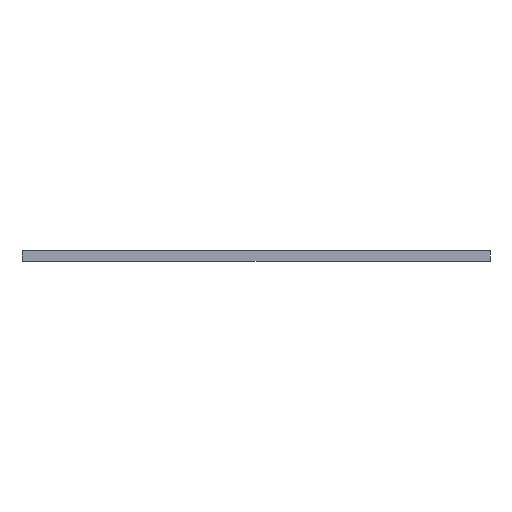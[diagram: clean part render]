
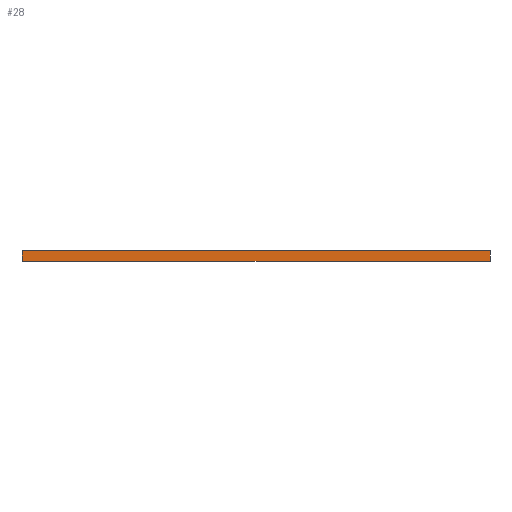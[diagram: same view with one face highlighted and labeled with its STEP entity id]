
A CAD part, front view. The second image highlights one B-rep face of the part: STEP entity #28.
In plain terms, the highlighted planar face has unit normal (0, -1, 0).
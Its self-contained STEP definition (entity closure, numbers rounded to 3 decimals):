
#1 = VECTOR ( 'NONE', #743, 1000. ) ;
#16 = CARTESIAN_POINT ( 'NONE',  ( -115., -60., 0. ) ) ;
#28 = ADVANCED_FACE ( 'NONE', ( #1275 ), #593, .F. ) ;
#37 = CARTESIAN_POINT ( 'NONE',  ( 115., -60., 5. ) ) ;
#104 = EDGE_CURVE ( 'NONE', #995, #942, #366, .T. ) ;
#109 = VERTEX_POINT ( 'NONE', #16 ) ;
#118 = CARTESIAN_POINT ( 'NONE',  ( -115., -60., 5. ) ) ;
#219 = ORIENTED_EDGE ( 'NONE', *, *, #1138, .T. ) ;
#224 = EDGE_LOOP ( 'NONE', ( #545, #732, #1342, #219 ) ) ;
#231 = EDGE_CURVE ( 'NONE', #109, #942, #1200, .T. ) ;
#236 = CARTESIAN_POINT ( 'NONE',  ( 115., -60., 5. ) ) ;
#247 = VECTOR ( 'NONE', #997, 1000. ) ;
#366 = LINE ( 'NONE', #37, #1 ) ;
#440 = DIRECTION ( 'NONE',  ( 1., 0., 0. ) ) ;
#511 = VECTOR ( 'NONE', #440, 1000. ) ;
#545 = ORIENTED_EDGE ( 'NONE', *, *, #231, .T. ) ;
#593 = PLANE ( 'NONE',  #734 ) ;
#672 = LINE ( 'NONE', #817, #511 ) ;
#732 = ORIENTED_EDGE ( 'NONE', *, *, #104, .F. ) ;
#734 = AXIS2_PLACEMENT_3D ( 'NONE', #961, #1299, #991 ) ;
#743 = DIRECTION ( 'NONE',  ( 0., 0., -1. ) ) ;
#803 = CARTESIAN_POINT ( 'NONE',  ( 115., -60., 0. ) ) ;
#817 = CARTESIAN_POINT ( 'NONE',  ( -115., -60., 5. ) ) ;
#851 = VECTOR ( 'NONE', #1110, 1000. ) ;
#864 = LINE ( 'NONE', #1108, #247 ) ;
#940 = VERTEX_POINT ( 'NONE', #118 ) ;
#942 = VERTEX_POINT ( 'NONE', #803 ) ;
#961 = CARTESIAN_POINT ( 'NONE',  ( -115., -60., 5. ) ) ;
#991 = DIRECTION ( 'NONE',  ( 0., 0., 1. ) ) ;
#995 = VERTEX_POINT ( 'NONE', #236 ) ;
#997 = DIRECTION ( 'NONE',  ( 0., 0., -1. ) ) ;
#1108 = CARTESIAN_POINT ( 'NONE',  ( -115., -60., 5. ) ) ;
#1110 = DIRECTION ( 'NONE',  ( 1., 0., 0. ) ) ;
#1138 = EDGE_CURVE ( 'NONE', #940, #109, #864, .T. ) ;
#1200 = LINE ( 'NONE', #1218, #851 ) ;
#1218 = CARTESIAN_POINT ( 'NONE',  ( -115., -60., 0. ) ) ;
#1275 = FACE_OUTER_BOUND ( 'NONE', #224, .T. ) ;
#1287 = EDGE_CURVE ( 'NONE', #940, #995, #672, .T. ) ;
#1299 = DIRECTION ( 'NONE',  ( 0., 1., 0. ) ) ;
#1342 = ORIENTED_EDGE ( 'NONE', *, *, #1287, .F. ) ;
